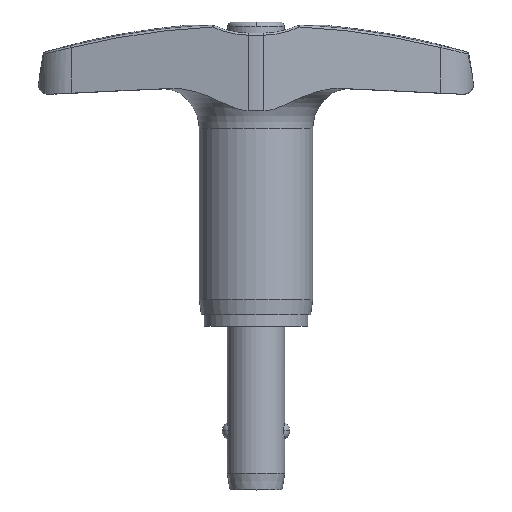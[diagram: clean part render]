
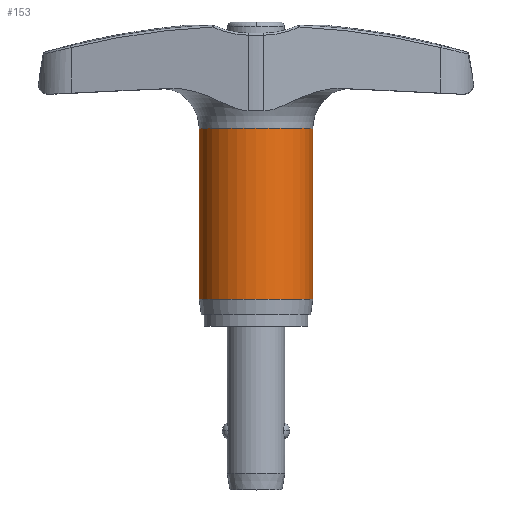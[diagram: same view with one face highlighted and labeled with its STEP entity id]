
A CAD part, top view. The second image highlights one B-rep face of the part: STEP entity #153.
In plain terms, the highlighted cylindrical face has radius 5.9 mm (diameter 11.8 mm), a partial arc.
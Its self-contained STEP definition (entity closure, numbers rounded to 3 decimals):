
#153=ADVANCED_FACE('',(#391),#392,.T.);
#391=FACE_OUTER_BOUND('',#713,.T.);
#392=CYLINDRICAL_SURFACE('',#714,5.9);
#713=EDGE_LOOP('',(#1166,#1167,#1168,#1169));
#714=AXIS2_PLACEMENT_3D('',#1170,#1171,#1172);
#1166=ORIENTED_EDGE('',*,*,#2089,.F.);
#1167=ORIENTED_EDGE('',*,*,#2090,.F.);
#1168=ORIENTED_EDGE('',*,*,#2091,.F.);
#1169=ORIENTED_EDGE('',*,*,#2092,.T.);
#1170=CARTESIAN_POINT('',(0.0,0.0,0.0));
#1171=DIRECTION('',(-0.0,-1.0,0.));
#1172=DIRECTION('',(-1.0,0.0,0.0));
#2089=EDGE_CURVE('',#2513,#2514,#2515,.T.);
#2090=EDGE_CURVE('',#2516,#2513,#2517,.T.);
#2091=EDGE_CURVE('',#2518,#2516,#2519,.T.);
#2092=EDGE_CURVE('',#2518,#2514,#2520,.T.);
#2513=VERTEX_POINT('',#3247);
#2514=VERTEX_POINT('',#3248);
#2515=LINE('',#3249,#3250);
#2516=VERTEX_POINT('',#3251);
#2517=CIRCLE('',#3252,5.9);
#2518=VERTEX_POINT('',#3253);
#2519=LINE('',#3254,#3255);
#2520=CIRCLE('',#3256,5.9);
#3247=CARTESIAN_POINT('',(-5.9,2.8,0.));
#3248=CARTESIAN_POINT('',(-5.9,20.54,0.));
#3249=CARTESIAN_POINT('',(-5.9,11.67,0.));
#3250=VECTOR('',#4868,1.0);
#3251=CARTESIAN_POINT('',(5.9,2.8,0.));
#3252=AXIS2_PLACEMENT_3D('',#4869,#4870,#4871);
#3253=CARTESIAN_POINT('',(5.9,20.54,0.));
#3254=CARTESIAN_POINT('',(5.9,11.67,0.));
#3255=VECTOR('',#4872,1.0);
#3256=AXIS2_PLACEMENT_3D('',#4873,#4874,#4875);
#4868=DIRECTION('',(-0.0,1.0,0.));
#4869=CARTESIAN_POINT('',(0.0,2.8,0.));
#4870=DIRECTION('',(-0.0,-1.0,0.));
#4871=DIRECTION('',(-1.0,0.0,0.0));
#4872=DIRECTION('',(-0.0,-1.0,0.));
#4873=CARTESIAN_POINT('',(0.0,20.54,0.));
#4874=DIRECTION('',(-0.0,-1.0,0.));
#4875=DIRECTION('',(-1.0,0.0,0.0));
